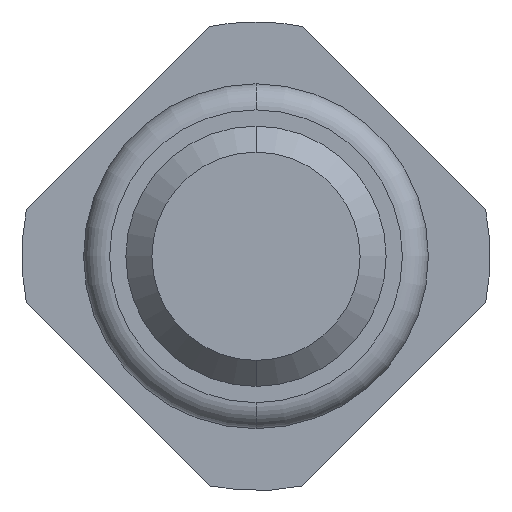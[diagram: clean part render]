
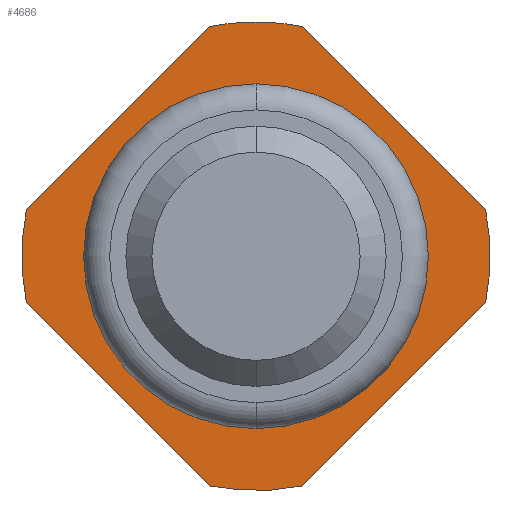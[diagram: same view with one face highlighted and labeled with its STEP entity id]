
A CAD part, front view. The second image highlights one B-rep face of the part: STEP entity #4686.
In plain terms, the highlighted planar face has unit normal (0, -1, 0).
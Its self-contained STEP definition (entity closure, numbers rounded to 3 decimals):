
#27 = VERTEX_POINT ( 'NONE', #2198 ) ;
#70 = EDGE_CURVE ( 'Defeature ausgef�hrt2_18+Defeature ausgef�hrt2_0+Defeature ausgef�hrt2_2+Defeature ausgef�hrt2_1', #1874, #2050, #1700, .T. ) ;
#81 = EDGE_CURVE ( 'Defeature ausgef�hrt2_15+Defeature ausgef�hrt2_0+Defeature ausgef�hrt2_1+Defeature ausgef�hrt2_4', #868, #2385, #1562, .T. ) ;
#101 = CARTESIAN_POINT ( 'NONE',  ( 0., -2., 0. ) ) ;
#142 = EDGE_CURVE ( 'Defeature ausgef�hrt2_3+Defeature ausgef�hrt2_0+Defeature ausgef�hrt2_16+Defeature ausgef�hrt2_17', #2007, #4287, #4598, .T. ) ;
#149 = DIRECTION ( 'NONE',  ( 0., 1., 0. ) ) ;
#246 = VERTEX_POINT ( 'NONE', #4000 ) ;
#247 = EDGE_CURVE ( 'Defeature ausgef�hrt2_2+Defeature ausgef�hrt2_0+Defeature ausgef�hrt2_17+Defeature ausgef�hrt2_18', #4344, #1874, #1155, .T. ) ;
#253 = DIRECTION ( 'NONE',  ( -0.707, 0., 0.707 ) ) ;
#270 = DIRECTION ( 'NONE',  ( 0., 1., 0. ) ) ;
#329 = EDGE_CURVE ( 'Defeature ausgef�hrt2_1+Defeature ausgef�hrt2_0+Defeature ausgef�hrt2_18+Defeature ausgef�hrt2_15', #2050, #868, #5330, .T. ) ;
#412 = LINE ( 'NONE', #1494, #3523 ) ;
#418 = CARTESIAN_POINT ( 'NONE',  ( -0.161, -2., 1.961 ) ) ;
#456 = DIRECTION ( 'NONE',  ( 0., 0., 1. ) ) ;
#475 = ORIENTED_EDGE ( 'NONE', *, *, #1282, .F. ) ;
#477 = CARTESIAN_POINT ( 'NONE',  ( 1.764, -2., 0.357 ) ) ;
#585 = EDGE_LOOP ( 'NONE', ( #1849, #2200, #5064, #1797, #4611, #475, #2621, #726, #4943 ) ) ;
#726 = ORIENTED_EDGE ( 'NONE', *, *, #81, .F. ) ;
#827 = CARTESIAN_POINT ( 'NONE',  ( 0.357, -2., -1.764 ) ) ;
#868 = VERTEX_POINT ( 'NONE', #1867 ) ;
#952 = AXIS2_PLACEMENT_3D ( 'NONE', #3642, #270, #5420 ) ;
#1155 = CIRCLE ( 'NONE', #4524, 1.8 ) ;
#1173 = DIRECTION ( 'NONE',  ( -0.707, 0., -0.707 ) ) ;
#1269 = CARTESIAN_POINT ( 'NONE',  ( 0., -2., 0. ) ) ;
#1282 = EDGE_CURVE ( 'Defeature ausgef�hrt2_16+Defeature ausgef�hrt2_0+Defeature ausgef�hrt2_4+Defeature ausgef�hrt2_3', #27, #2007, #412, .T. ) ;
#1361 = DIRECTION ( 'NONE',  ( 0.707, 0., -0.707 ) ) ;
#1494 = CARTESIAN_POINT ( 'NONE',  ( -0.161, -2., -1.961 ) ) ;
#1562 = LINE ( 'NONE', #4624, #3470 ) ;
#1621 = EDGE_LOOP ( 'NONE', ( #2405, #5114 ) ) ;
#1688 = VECTOR ( 'NONE', #2159, 1000. ) ;
#1691 = DIRECTION ( 'NONE',  ( 0., 1., 0. ) ) ;
#1700 = LINE ( 'NONE', #3008, #2032 ) ;
#1795 = CARTESIAN_POINT ( 'NONE',  ( 0., -2., -1.325 ) ) ;
#1797 = ORIENTED_EDGE ( 'NONE', *, *, #2419, .F. ) ;
#1849 = ORIENTED_EDGE ( 'NONE', *, *, #70, .F. ) ;
#1867 = CARTESIAN_POINT ( 'NONE',  ( 1.764, -2., -0.357 ) ) ;
#1874 = VERTEX_POINT ( 'NONE', #5368 ) ;
#2007 = VERTEX_POINT ( 'NONE', #5555 ) ;
#2032 = VECTOR ( 'NONE', #1361, 1000. ) ;
#2050 = VERTEX_POINT ( 'NONE', #477 ) ;
#2157 = DIRECTION ( 'NONE',  ( 0., 1., 0. ) ) ;
#2159 = DIRECTION ( 'NONE',  ( 0.707, 0., 0.707 ) ) ;
#2177 = CARTESIAN_POINT ( 'NONE',  ( 1.8, -2., 0. ) ) ;
#2182 = AXIS2_PLACEMENT_3D ( 'NONE', #101, #4782, #2578 ) ;
#2189 = DIRECTION ( 'NONE',  ( 0., 0., 1. ) ) ;
#2198 = CARTESIAN_POINT ( 'NONE',  ( -0.357, -2., -1.764 ) ) ;
#2200 = ORIENTED_EDGE ( 'NONE', *, *, #247, .F. ) ;
#2347 = EDGE_CURVE ( 'Defeature ausgef�hrt2_0+Defeature ausgef�hrt2_12+Defeature ausgef�hrt2_12+Defeature ausgef�hrt2_12', #3016, #5233, #4458, .T. ) ;
#2379 = AXIS2_PLACEMENT_3D ( 'NONE', #4886, #4505, #3244 ) ;
#2385 = VERTEX_POINT ( 'NONE', #827 ) ;
#2405 = ORIENTED_EDGE ( 'NONE', *, *, #2347, .T. ) ;
#2419 = EDGE_CURVE ( 'Defeature ausgef�hrt2_17+Defeature ausgef�hrt2_0+Defeature ausgef�hrt2_3+Defeature ausgef�hrt2_2', #4287, #246, #3798, .T. ) ;
#2578 = DIRECTION ( 'NONE',  ( 0., 0., 1. ) ) ;
#2611 = CIRCLE ( 'NONE', #2182, 1.8 ) ;
#2621 = ORIENTED_EDGE ( 'NONE', *, *, #3860, .F. ) ;
#2693 = DIRECTION ( 'NONE',  ( 0., 0., 1. ) ) ;
#3008 = CARTESIAN_POINT ( 'NONE',  ( 1.961, -2., 0.161 ) ) ;
#3016 = VERTEX_POINT ( 'NONE', #4098 ) ;
#3025 = FACE_OUTER_BOUND ( 'NONE', #585, .T. ) ;
#3151 = FACE_BOUND ( 'NONE', #1621, .T. ) ;
#3244 = DIRECTION ( 'NONE',  ( 0., 0., 1. ) ) ;
#3470 = VECTOR ( 'NONE', #1173, 1000. ) ;
#3474 = DIRECTION ( 'NONE',  ( 0., 1., 0. ) ) ;
#3523 = VECTOR ( 'NONE', #253, 1000. ) ;
#3589 = CARTESIAN_POINT ( 'NONE',  ( 0., -2., 1.8 ) ) ;
#3637 = AXIS2_PLACEMENT_3D ( 'NONE', #2177, #2157, #5168 ) ;
#3642 = CARTESIAN_POINT ( 'NONE',  ( 0., -2., 0. ) ) ;
#3749 = EDGE_CURVE ( 'Defeature ausgef�hrt2_0+Defeature ausgef�hrt2_12+Defeature ausgef�hrt2_12+Defeature ausgef�hrt2_12', #5233, #3016, #5044, .T. ) ;
#3798 = LINE ( 'NONE', #418, #1688 ) ;
#3860 = EDGE_CURVE ( 'Defeature ausgef�hrt2_4+Defeature ausgef�hrt2_0+Defeature ausgef�hrt2_15+Defeature ausgef�hrt2_16', #2385, #27, #4840, .T. ) ;
#3887 = AXIS2_PLACEMENT_3D ( 'NONE', #1269, #1691, #456 ) ;
#3982 = CARTESIAN_POINT ( 'NONE',  ( 0., -2., 0. ) ) ;
#4000 = CARTESIAN_POINT ( 'NONE',  ( -0.357, -2., 1.764 ) ) ;
#4098 = CARTESIAN_POINT ( 'NONE',  ( 0., -2., 1.325 ) ) ;
#4182 = DIRECTION ( 'NONE',  ( 0., 0., 1. ) ) ;
#4287 = VERTEX_POINT ( 'NONE', #4968 ) ;
#4344 = VERTEX_POINT ( 'NONE', #3589 ) ;
#4458 = CIRCLE ( 'NONE', #3887, 1.325 ) ;
#4505 = DIRECTION ( 'NONE',  ( 0., 1., 0. ) ) ;
#4524 = AXIS2_PLACEMENT_3D ( 'NONE', #3982, #149, #2693 ) ;
#4598 = CIRCLE ( 'NONE', #4695, 1.8 ) ;
#4611 = ORIENTED_EDGE ( 'NONE', *, *, #142, .F. ) ;
#4624 = CARTESIAN_POINT ( 'NONE',  ( 1.961, -2., -0.161 ) ) ;
#4642 = CARTESIAN_POINT ( 'NONE',  ( 0., -2., 0. ) ) ;
#4686 = ADVANCED_FACE ( 'Defeature ausgef�hrt2_0', ( #3151, #3025 ), #4756, .F. ) ;
#4695 = AXIS2_PLACEMENT_3D ( 'NONE', #4730, #3474, #2189 ) ;
#4730 = CARTESIAN_POINT ( 'NONE',  ( 0., -2., 0. ) ) ;
#4756 = PLANE ( 'NONE',  #3637 ) ;
#4782 = DIRECTION ( 'NONE',  ( 0., 1., 0. ) ) ;
#4840 = CIRCLE ( 'NONE', #4987, 1.8 ) ;
#4886 = CARTESIAN_POINT ( 'NONE',  ( 0., -2., 0. ) ) ;
#4943 = ORIENTED_EDGE ( 'NONE', *, *, #329, .F. ) ;
#4968 = CARTESIAN_POINT ( 'NONE',  ( -1.764, -2., 0.357 ) ) ;
#4987 = AXIS2_PLACEMENT_3D ( 'NONE', #4642, #5056, #4182 ) ;
#5044 = CIRCLE ( 'NONE', #952, 1.325 ) ;
#5056 = DIRECTION ( 'NONE',  ( 0., 1., 0. ) ) ;
#5064 = ORIENTED_EDGE ( 'NONE', *, *, #5178, .F. ) ;
#5114 = ORIENTED_EDGE ( 'NONE', *, *, #3749, .T. ) ;
#5168 = DIRECTION ( 'NONE',  ( 0., 0., 1. ) ) ;
#5178 = EDGE_CURVE ( 'Defeature ausgef�hrt2_2+Defeature ausgef�hrt2_0+Defeature ausgef�hrt2_17+Defeature ausgef�hrt2_18', #246, #4344, #2611, .T. ) ;
#5233 = VERTEX_POINT ( 'NONE', #1795 ) ;
#5330 = CIRCLE ( 'NONE', #2379, 1.8 ) ;
#5368 = CARTESIAN_POINT ( 'NONE',  ( 0.357, -2., 1.764 ) ) ;
#5420 = DIRECTION ( 'NONE',  ( 0., 0., 1. ) ) ;
#5555 = CARTESIAN_POINT ( 'NONE',  ( -1.764, -2., -0.357 ) ) ;
